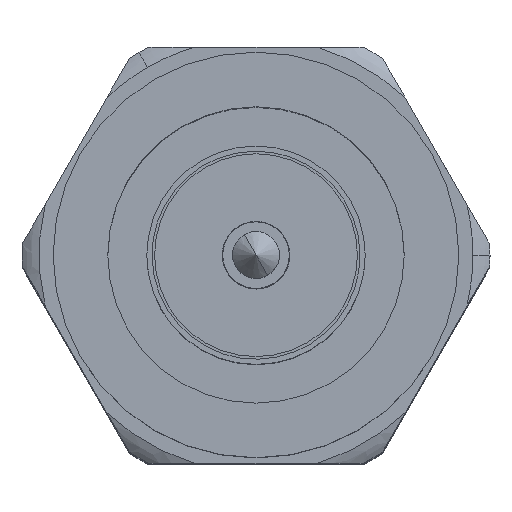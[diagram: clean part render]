
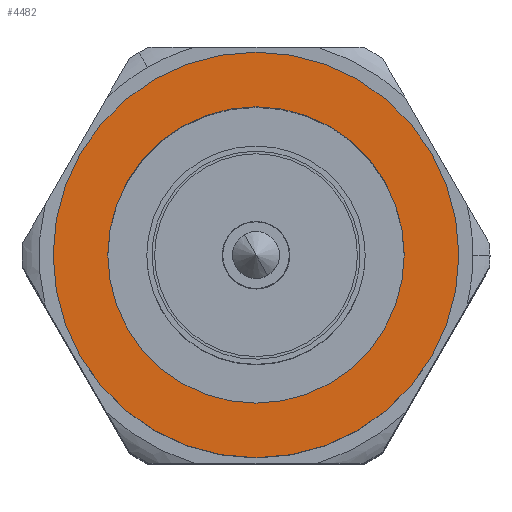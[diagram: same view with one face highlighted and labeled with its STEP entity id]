
A CAD part, top view. The second image highlights one B-rep face of the part: STEP entity #4482.
In plain terms, the highlighted planar face has unit normal (0, 0, 1).
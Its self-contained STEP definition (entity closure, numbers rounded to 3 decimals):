
#73 = EDGE_CURVE ( 'NONE', #1893, #2778, #3155, .T. ) ;
#120 = CARTESIAN_POINT ( 'NONE',  ( 2.85, 0., 0. ) ) ;
#193 = CIRCLE ( 'NONE', #4012, 2.85 ) ;
#394 = PLANE ( 'NONE',  #2549 ) ;
#669 = CARTESIAN_POINT ( 'NONE',  ( 0., 0., 0. ) ) ;
#717 = CIRCLE ( 'NONE', #1019, 2.85 ) ;
#773 = CARTESIAN_POINT ( 'NONE',  ( 0., 0., 0. ) ) ;
#806 = EDGE_LOOP ( 'NONE', ( #2930, #3591 ) ) ;
#863 = CIRCLE ( 'NONE', #3979, 3.9 ) ;
#869 = CARTESIAN_POINT ( 'NONE',  ( 0., 1.95, 0. ) ) ;
#904 = CARTESIAN_POINT ( 'NONE',  ( -2.85, 0., 0. ) ) ;
#1019 = AXIS2_PLACEMENT_3D ( 'NONE', #1431, #2539, #1770 ) ;
#1043 = ORIENTED_EDGE ( 'NONE', *, *, #2675, .T. ) ;
#1105 = VERTEX_POINT ( 'NONE', #904 ) ;
#1158 = DIRECTION ( 'NONE',  ( 1., 0., 0. ) ) ;
#1359 = CARTESIAN_POINT ( 'NONE',  ( 3.9, 0., 0. ) ) ;
#1431 = CARTESIAN_POINT ( 'NONE',  ( 0., 0., 0. ) ) ;
#1742 = FACE_OUTER_BOUND ( 'NONE', #2950, .T. ) ;
#1770 = DIRECTION ( 'NONE',  ( 1., 0., 0. ) ) ;
#1893 = VERTEX_POINT ( 'NONE', #4830 ) ;
#2101 = ORIENTED_EDGE ( 'NONE', *, *, #73, .T. ) ;
#2539 = DIRECTION ( 'NONE',  ( 0., 0., 1. ) ) ;
#2549 = AXIS2_PLACEMENT_3D ( 'NONE', #869, #3127, #2759 ) ;
#2569 = DIRECTION ( 'NONE',  ( 0., 0., 1. ) ) ;
#2675 = EDGE_CURVE ( 'NONE', #2778, #1893, #863, .T. ) ;
#2703 = DIRECTION ( 'NONE',  ( 1., 0., 0. ) ) ;
#2759 = DIRECTION ( 'NONE',  ( -1., 0., 0. ) ) ;
#2775 = DIRECTION ( 'NONE',  ( 0., 0., 1. ) ) ;
#2778 = VERTEX_POINT ( 'NONE', #1359 ) ;
#2930 = ORIENTED_EDGE ( 'NONE', *, *, #4710, .F. ) ;
#2950 = EDGE_LOOP ( 'NONE', ( #1043, #2101 ) ) ;
#3127 = DIRECTION ( 'NONE',  ( 0., 0., -1. ) ) ;
#3138 = VERTEX_POINT ( 'NONE', #120 ) ;
#3155 = CIRCLE ( 'NONE', #4685, 3.9 ) ;
#3415 = DIRECTION ( 'NONE',  ( 0., 0., 1. ) ) ;
#3591 = ORIENTED_EDGE ( 'NONE', *, *, #3627, .F. ) ;
#3627 = EDGE_CURVE ( 'NONE', #1105, #3138, #193, .T. ) ;
#3742 = FACE_BOUND ( 'NONE', #806, .T. ) ;
#3857 = CARTESIAN_POINT ( 'NONE',  ( 0., 0., 0. ) ) ;
#3979 = AXIS2_PLACEMENT_3D ( 'NONE', #669, #2569, #4790 ) ;
#4012 = AXIS2_PLACEMENT_3D ( 'NONE', #773, #3415, #1158 ) ;
#4482 = ADVANCED_FACE ( 'NONE', ( #3742, #1742 ), #394, .F. ) ;
#4685 = AXIS2_PLACEMENT_3D ( 'NONE', #3857, #2775, #2703 ) ;
#4710 = EDGE_CURVE ( 'NONE', #3138, #1105, #717, .T. ) ;
#4790 = DIRECTION ( 'NONE',  ( 1., 0., 0. ) ) ;
#4830 = CARTESIAN_POINT ( 'NONE',  ( -3.9, 0., 0. ) ) ;
